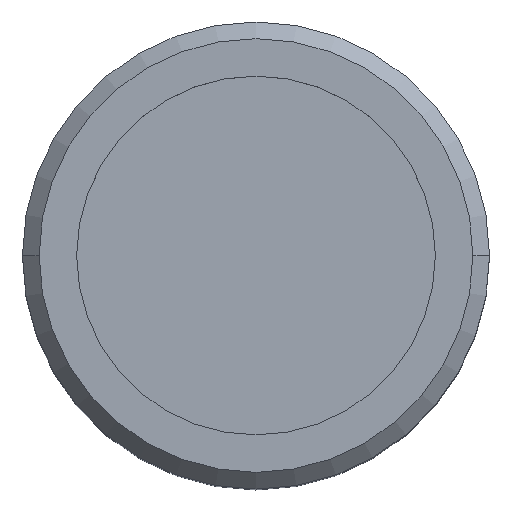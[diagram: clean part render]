
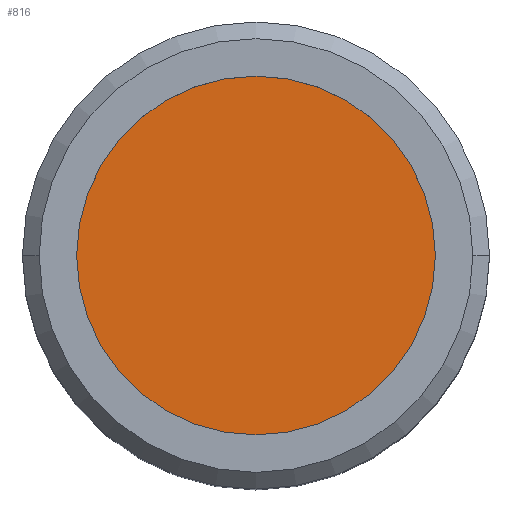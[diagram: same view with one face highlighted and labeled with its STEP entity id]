
A CAD part, top view. The second image highlights one B-rep face of the part: STEP entity #816.
In plain terms, the highlighted planar face has unit normal (0, 0, 1).
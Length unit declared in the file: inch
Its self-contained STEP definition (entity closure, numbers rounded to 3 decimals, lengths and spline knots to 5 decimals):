
#4 = CARTESIAN_POINT ( 'NONE',  ( 0.53761, 0., -0.072 ) ) ;
#22 = DIRECTION ( 'NONE',  ( 0., 0., -1. ) ) ;
#43 = CIRCLE ( 'NONE', #1032, 0.53761 ) ;
#74 = DIRECTION ( 'NONE',  ( -1., 0., 0. ) ) ;
#298 = CIRCLE ( 'NONE', #1292, 0.53761 ) ;
#313 = FACE_OUTER_BOUND ( 'NONE', #1030, .T. ) ;
#346 = VERTEX_POINT ( 'NONE', #966 ) ;
#380 = DIRECTION ( 'NONE',  ( 0., 0., -1. ) ) ;
#497 = ORIENTED_EDGE ( 'NONE', *, *, #792, .F. ) ;
#579 = CARTESIAN_POINT ( 'NONE',  ( 0., 0., -0.072 ) ) ;
#613 = EDGE_CURVE ( 'NONE', #346, #699, #43, .T. ) ;
#687 = PLANE ( 'NONE',  #1238 ) ;
#699 = VERTEX_POINT ( 'NONE', #4 ) ;
#729 = CARTESIAN_POINT ( 'NONE',  ( 0., 0., -0.072 ) ) ;
#766 = DIRECTION ( 'NONE',  ( 0., 0., -1. ) ) ;
#792 = EDGE_CURVE ( 'NONE', #699, #346, #298, .T. ) ;
#816 = ADVANCED_FACE ( 'NONE', ( #313 ), #687, .F. ) ;
#902 = ORIENTED_EDGE ( 'NONE', *, *, #613, .F. ) ;
#966 = CARTESIAN_POINT ( 'NONE',  ( -0.53761, 0., -0.072 ) ) ;
#1030 = EDGE_LOOP ( 'NONE', ( #902, #497 ) ) ;
#1032 = AXIS2_PLACEMENT_3D ( 'NONE', #729, #766, #74 ) ;
#1035 = DIRECTION ( 'NONE',  ( -1., 0., 0. ) ) ;
#1053 = CARTESIAN_POINT ( 'NONE',  ( 0., 0., -0.072 ) ) ;
#1169 = DIRECTION ( 'NONE',  ( -1., 0., 0. ) ) ;
#1238 = AXIS2_PLACEMENT_3D ( 'NONE', #1053, #380, #1169 ) ;
#1292 = AXIS2_PLACEMENT_3D ( 'NONE', #579, #22, #1035 ) ;
